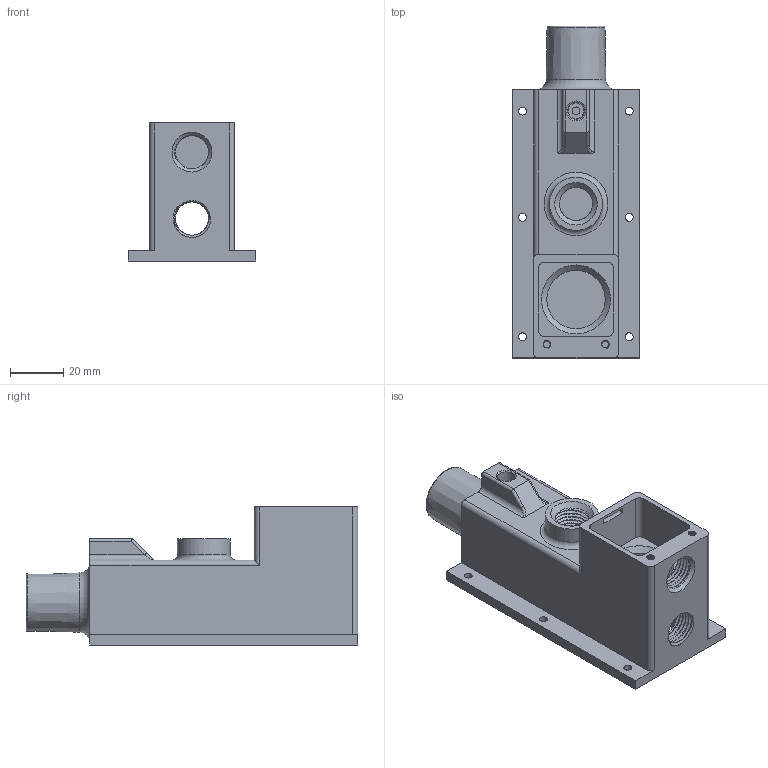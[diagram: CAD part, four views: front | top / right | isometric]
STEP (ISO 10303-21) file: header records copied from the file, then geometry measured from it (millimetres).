
FILE_DESCRIPTION(/* description */ (''),/* implementation_level */ '2;1');
FILE_NAME(/* name */ 'inspiratory system.step',/* time_stamp */ '2020-12-18T16:45:50+06:00',/* author */ (''),/* organization */ (''),/* preprocessor_version */ 'ST-DEVELOPER v18.1',/* originating_system */ 'Autodesk Translation Framework v9.7.1.1290',/* authorisation */ '');
FILE_SCHEMA (('AUTOMOTIVE_DESIGN { 1 0 10303 214 3 1 1 }'));
Length unit declared in the file: millimetre
Products named in the file (1): inspiratory system
Bounding box: 48 x 125 x 52 mm (x, y, z)
Volume: 46354.9 mm3; surface area: 35077.2 mm2
Topology: 1 solids, 1 shells, 218 faces, 596 edges, 385 vertices
Faces by surface type: cylinder 142, plane 43, bspline 17, torus 8, cone 6, sphere 2
Full cylindrical faces by diameter (mm): 2.529 x16, 3 x7, 3.086 x8, 12.526 x11, 14.203 x14, 17 x1, 20 x1, 22 x1
Entity records: 15440 total; most frequent: CARTESIAN_POINT 10302, ORIENTED_EDGE 1180, DIRECTION 881, EDGE_CURVE 590, VERTEX_POINT 383, AXIS2_PLACEMENT_3D 331, EDGE_LOOP 245, B_SPLINE_CURVE_WITH_KNOTS 239
